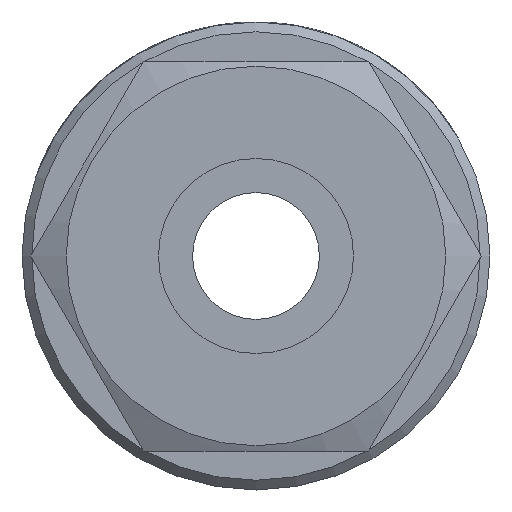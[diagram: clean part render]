
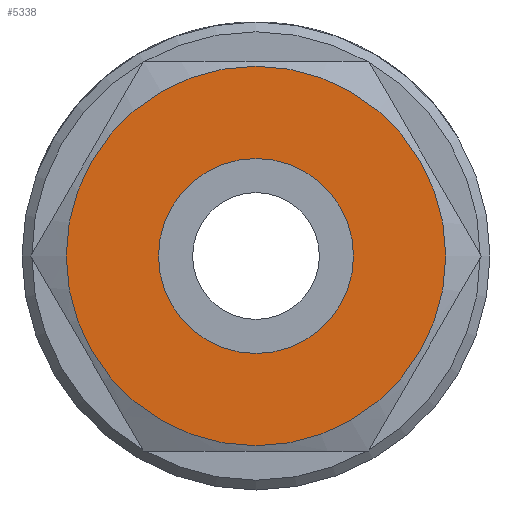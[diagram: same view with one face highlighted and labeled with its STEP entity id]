
A CAD part, front view. The second image highlights one B-rep face of the part: STEP entity #5338.
In plain terms, the highlighted planar face has unit normal (0, -1, 0).
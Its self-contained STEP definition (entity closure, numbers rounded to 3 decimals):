
#1583=ORIENTED_EDGE('',*,*,#3137,.F.);
#1584=ORIENTED_EDGE('',*,*,#3138,.F.);
#3137=EDGE_CURVE('',#3906,#3906,#4266,.T.);
#3138=EDGE_CURVE('',#3907,#3907,#4267,.T.);
#3906=VERTEX_POINT('',#8374);
#3907=VERTEX_POINT('',#8376);
#4266=CIRCLE('',#5780,2.5);
#4267=CIRCLE('',#5781,4.866);
#4357=EDGE_LOOP('',(#1583));
#4358=EDGE_LOOP('',(#1584));
#4765=FACE_BOUND('',#4357,.T.);
#4766=FACE_BOUND('',#4358,.T.);
#5128=PLANE('',#5779);
#5338=ADVANCED_FACE('',(#4765,#4766),#5128,.T.);
#5779=AXIS2_PLACEMENT_3D('',#8372,#6390,#6391);
#5780=AXIS2_PLACEMENT_3D('',#8373,#6392,#6393);
#5781=AXIS2_PLACEMENT_3D('',#8375,#6394,#6395);
#6390=DIRECTION('',(0.,-1.,0.));
#6391=DIRECTION('',(0.,0.,-1.));
#6392=DIRECTION('',(0.,-1.,0.));
#6393=DIRECTION('',(1.,0.,0.));
#6394=DIRECTION('',(0.,1.,0.));
#6395=DIRECTION('',(-1.,0.,0.));
#8372=CARTESIAN_POINT('',(0.,0.,0.));
#8373=CARTESIAN_POINT('',(0.,0.,0.));
#8374=CARTESIAN_POINT('',(2.5,0.,0.));
#8375=CARTESIAN_POINT('',(0.,0.,0.));
#8376=CARTESIAN_POINT('',(-4.866,0.,0.));
